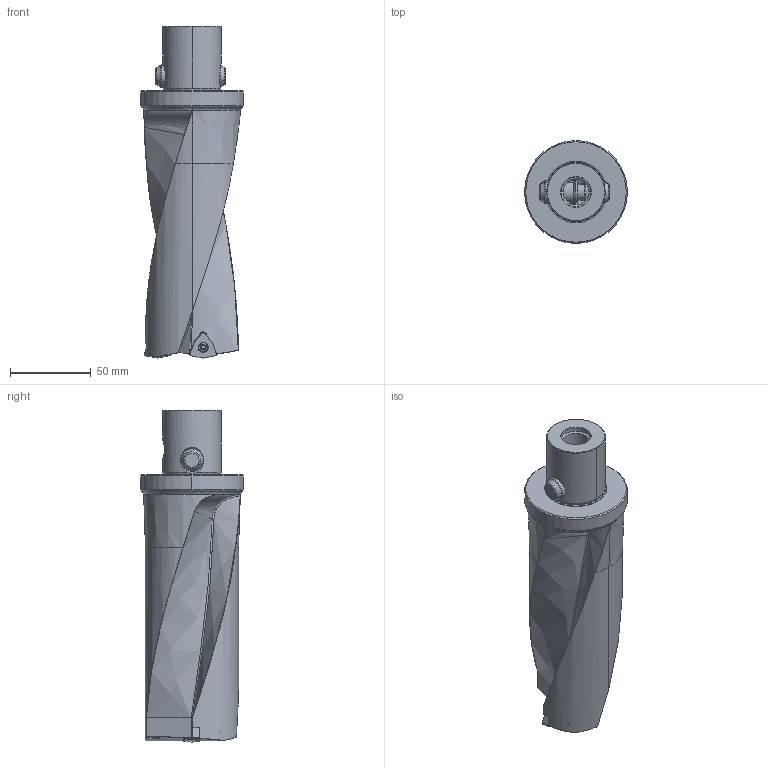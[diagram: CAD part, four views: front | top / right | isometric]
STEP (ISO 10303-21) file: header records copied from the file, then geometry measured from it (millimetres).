
FILE_DESCRIPTION(('no description'),'unknown implementation level');
FILE_NAME('28D55183-0338-4B72-89CF-C3B1D737844C_export.stp',' ',('CIMSOURCE GmbH'),('CADClick - KiM GmbH - www.kimweb.de'),'unknown preprocess','ACIS','unknown authorization');
FILE_SCHEMA(('automotive_design'));
Length unit declared in the file: millimetre
Products named in the file (7): 336.659 Kaiser WB 59-118 X CK6|336.659 Kaiser WB 59-118 X CK6_Standard-2;NONE; 336.659 Kaiser WB 59-118 X CK6|336.659 Kaiser WB 59-118 X CK6_Standard-1;NONE; 336.659 Kaiser WB 59-118 X CK6|336.659 Kaiser WB 59-118 X CK6_Standard;NONE; 336.659 Kaiser WB 59-118 X CK6|694.143 Kaiser ETL M4 X 11,8 T15 IP 10S_Standard;NONE; 336.659 Kaiser WB 59-118 X CK6|691.506 Kaiser ETL �14 X 43K_Standard|691.526 Mitnehmerbolzen_Standard;NONE; 336.659 Kaiser WB 59-118 X CK6|691.506 Kaiser ETL �14 X 43K_Standard|693.305 Skizze_Standard;NONE
Bounding box: 63.5 x 63.5 x 205 mm (x, y, z)
Volume: 305011.6 mm3; surface area: 51360.7 mm2
Topology: 7 solids, 7 shells, 360 faces, 871 edges, 524 vertices
Faces by surface type: cylinder 109, plane 85, cone 71, bspline 43, torus 42, sphere 10
Entity records: 71339 total; most frequent: CARTESIAN_POINT 53189, DIRECTION 1763, STYLED_ITEM 1746, PRESENTATION_STYLE_ASSIGNMENT 1746, COLOUR_RGB 1746, ORIENTED_EDGE 1724, EDGE_CURVE 862, CURVE_STYLE 862
